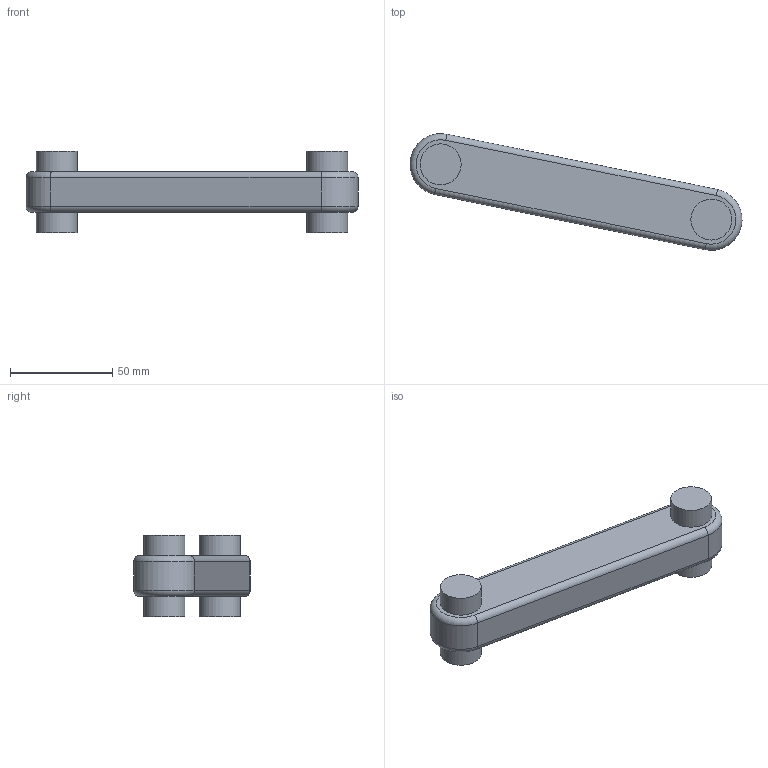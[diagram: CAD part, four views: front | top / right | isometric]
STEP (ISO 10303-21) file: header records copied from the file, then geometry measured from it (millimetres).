
FILE_DESCRIPTION(/* description */ (''),/* implementation_level */ '2;1');
FILE_NAME(/* name */ 'LeftSteerLink.step',/* time_stamp */ '2025-05-27T21:06:33-04:00',/* author */ (''),/* organization */ (''),/* preprocessor_version */ 'ST-DEVELOPER v20.1',/* originating_system */ 'Autodesk Translation Framework v14.10.0.0',/* authorisation */ '');
FILE_SCHEMA (('AUTOMOTIVE_DESIGN { 1 0 10303 214 3 1 1 }'));
Length unit declared in the file: millimetre
Products named in the file (1): LeftSteerLink
Bounding box: 162.19 x 56.98 x 40 mm (x, y, z)
Volume: 106270.1 mm3; surface area: 18359.1 mm2
Topology: 1 solids, 1 shells, 22 faces, 40 edges, 24 vertices
Faces by surface type: cylinder 10, plane 8, torus 4
Full cylindrical faces by diameter (mm): 20 x4
Entity records: 577 total; most frequent: DIRECTION 110, CARTESIAN_POINT 87, ORIENTED_EDGE 80, AXIS2_PLACEMENT_3D 47, EDGE_CURVE 40, EDGE_LOOP 26, CIRCLE 24, VERTEX_POINT 24
